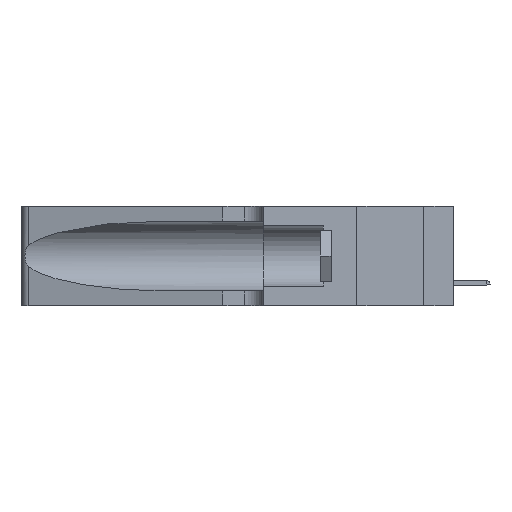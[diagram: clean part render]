
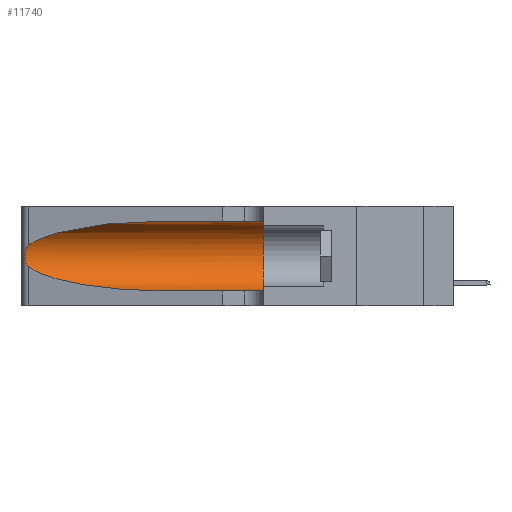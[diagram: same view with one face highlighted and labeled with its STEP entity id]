
A CAD part, left-side view. The second image highlights one B-rep face of the part: STEP entity #11740.
In plain terms, the highlighted cylindrical face has radius 3.308 mm (diameter 6.617 mm), a partial arc.
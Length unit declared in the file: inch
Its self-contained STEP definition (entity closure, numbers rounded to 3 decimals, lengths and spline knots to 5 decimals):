
#47 = EDGE_CURVE ( 'NONE', #25778, #20512, #596, .T. ) ;
#596 = B_SPLINE_CURVE_WITH_KNOTS ( 'NONE', 3,
 ( #19093, #6683, #17254, #2468, #23448, #25838, #6545, #12756, #13032, #6131, #12611, #14745, #12898, #15154 ),
 .UNSPECIFIED., .F., .F.,
 ( 4, 2, 2, 2, 2, 2, 4 ),
 ( 0., 0.00027, 0.00053, 0.00107, 0.0016, 0.00187, 0.00214 ),
 .UNSPECIFIED. ) ;
#1702 = CARTESIAN_POINT ( 'NONE',  ( 0.1305, 0.72297, 0.31525 ) ) ;
#1799 = CARTESIAN_POINT ( 'NONE',  ( 0.1305, 1.61858, 0.31525 ) ) ;
#2187 = VERTEX_POINT ( 'NONE', #9173 ) ;
#2227 = CARTESIAN_POINT ( 'NONE',  ( 0.25487, 1.22718, 0.14631 ) ) ;
#2468 = CARTESIAN_POINT ( 'NONE',  ( 0.25787, 1.23484, 0.2124 ) ) ;
#2644 = CARTESIAN_POINT ( 'NONE',  ( 0.25487, 1.22718, 0.22369 ) ) ;
#2761 = DIRECTION ( 'NONE',  ( 0., -1., 0. ) ) ;
#4123 = AXIS2_PLACEMENT_3D ( 'NONE', #19779, #2761, #20203 ) ;
#4238 = AXIS2_PLACEMENT_3D ( 'NONE', #5355, #26753, #22255 ) ;
#5355 = CARTESIAN_POINT ( 'NONE',  ( 0.1305, 0.35, 0.185 ) ) ;
#6131 = CARTESIAN_POINT ( 'NONE',  ( 0.25856, 1.23593, 0.16098 ) ) ;
#6545 = CARTESIAN_POINT ( 'NONE',  ( 0.26075, 1.23896, 0.19203 ) ) ;
#6683 = CARTESIAN_POINT ( 'NONE',  ( 0.25555, 1.22994, 0.2215 ) ) ;
#8269 = DIRECTION ( 'NONE',  ( 0., -1., 0. ) ) ;
#8330 = VERTEX_POINT ( 'NONE', #1702 ) ;
#8379 = VECTOR ( 'NONE', #13626, 39.37008 ) ;
#9173 = CARTESIAN_POINT ( 'NONE',  ( 0.1305, 0.72297, 0.05475 ) ) ;
#9265 = LINE ( 'NONE', #13049, #8379 ) ;
#9387 = FACE_OUTER_BOUND ( 'NONE', #26626, .T. ) ;
#10216 = VERTEX_POINT ( 'NONE', #22068 ) ;
#10562 = VERTEX_POINT ( 'NONE', #23098 ) ;
#11740 = ADVANCED_FACE ( 'NONE', ( #9387 ), #13169, .F. ) ;
#12172 = ORIENTED_EDGE ( 'NONE', *, *, #47, .T. ) ;
#12207 = ORIENTED_EDGE ( 'NONE', *, *, #18804, .T. ) ;
#12611 = CARTESIAN_POINT ( 'NONE',  ( 0.25789, 1.23486, 0.15765 ) ) ;
#12756 = CARTESIAN_POINT ( 'NONE',  ( 0.26075, 1.23896, 0.178 ) ) ;
#12898 = CARTESIAN_POINT ( 'NONE',  ( 0.25555, 1.22993, 0.14849 ) ) ;
#12980 = CARTESIAN_POINT ( 'NONE',  ( 0.2373, 1.15595, 0.28018 ) ) ;
#13032 = CARTESIAN_POINT ( 'NONE',  ( 0.26017, 1.23833, 0.17102 ) ) ;
#13049 = CARTESIAN_POINT ( 'NONE',  ( 0.1305, 1.61858, 0.05475 ) ) ;
#13169 = CYLINDRICAL_SURFACE ( 'NONE', #4123, 0.13025 ) ;
#13263 = CARTESIAN_POINT ( 'NONE',  ( 0.1305, 0.72297, 0.31525 ) ) ;
#13409 = CARTESIAN_POINT ( 'NONE',  ( 0.18966, 0.96281, 0.31525 ) ) ;
#13626 = DIRECTION ( 'NONE',  ( 0., -1., 0. ) ) ;
#14412 = CARTESIAN_POINT ( 'NONE',  ( 0.2373, 1.15595, 0.08982 ) ) ;
#14745 = CARTESIAN_POINT ( 'NONE',  ( 0.25639, 1.23186, 0.15144 ) ) ;
#15154 = CARTESIAN_POINT ( 'NONE',  ( 0.25487, 1.22718, 0.14631 ) ) ;
#15838 = EDGE_CURVE ( 'NONE', #2187, #10216, #9265, .T. ) ;
#16593 = EDGE_CURVE ( 'NONE', #8330, #25778, #24654, .T. ) ;
#17198 = CARTESIAN_POINT ( 'NONE',  ( 0.25487, 1.22718, 0.22369 ) ) ;
#17254 = CARTESIAN_POINT ( 'NONE',  ( 0.25639, 1.23184, 0.21858 ) ) ;
#18804 = EDGE_CURVE ( 'NONE', #20512, #2187, #27494, .T. ) ;
#18842 = LINE ( 'NONE', #1799, #22144 ) ;
#18856 = ORIENTED_EDGE ( 'NONE', *, *, #16593, .T. ) ;
#19093 = CARTESIAN_POINT ( 'NONE',  ( 0.25487, 1.22718, 0.22369 ) ) ;
#19779 = CARTESIAN_POINT ( 'NONE',  ( 0.1305, 1.61858, 0.185 ) ) ;
#20203 = DIRECTION ( 'NONE',  ( 0., 0., -1. ) ) ;
#20512 = VERTEX_POINT ( 'NONE', #22274 ) ;
#21238 = CARTESIAN_POINT ( 'NONE',  ( 0.1305, 0.72297, 0.05475 ) ) ;
#21313 = CIRCLE ( 'NONE', #4238, 0.13025 ) ;
#21411 = ORIENTED_EDGE ( 'NONE', *, *, #15838, .T. ) ;
#21861 = ORIENTED_EDGE ( 'NONE', *, *, #23128, .F. ) ;
#22068 = CARTESIAN_POINT ( 'NONE',  ( 0.1305, 0.35, 0.05475 ) ) ;
#22144 = VECTOR ( 'NONE', #8269, 39.37008 ) ;
#22255 = DIRECTION ( 'NONE',  ( 0., 0., 1. ) ) ;
#22274 = CARTESIAN_POINT ( 'NONE',  ( 0.25487, 1.22718, 0.14631 ) ) ;
#23098 = CARTESIAN_POINT ( 'NONE',  ( 0.1305, 0.35, 0.31525 ) ) ;
#23128 = EDGE_CURVE ( 'NONE', #8330, #10562, #18842, .T. ) ;
#23358 = ORIENTED_EDGE ( 'NONE', *, *, #25469, .F. ) ;
#23448 = CARTESIAN_POINT ( 'NONE',  ( 0.25854, 1.2359, 0.20912 ) ) ;
#24654 =( BOUNDED_CURVE ( )  B_SPLINE_CURVE ( 3, ( #13263, #13409, #12980, #17198 ),
 .UNSPECIFIED., .F., .T. ) 
 B_SPLINE_CURVE_WITH_KNOTS ( ( 4, 4 ),
 ( 1.5708, 2.84003 ),
 .UNSPECIFIED. ) 
 CURVE ( )  GEOMETRIC_REPRESENTATION_ITEM ( )  RATIONAL_B_SPLINE_CURVE ( ( 1., 0.87, 0.87, 1. ) ) 
 REPRESENTATION_ITEM ( '' )  );
#25469 = EDGE_CURVE ( 'NONE', #10562, #10216, #21313, .T. ) ;
#25747 = CARTESIAN_POINT ( 'NONE',  ( 0.18966, 0.96281, 0.05475 ) ) ;
#25778 = VERTEX_POINT ( 'NONE', #2644 ) ;
#25838 = CARTESIAN_POINT ( 'NONE',  ( 0.26018, 1.23835, 0.19895 ) ) ;
#26626 = EDGE_LOOP ( 'NONE', ( #18856, #12172, #12207, #21411, #23358, #21861 ) ) ;
#26753 = DIRECTION ( 'NONE',  ( 0., 1., 0. ) ) ;
#27494 =( BOUNDED_CURVE ( )  B_SPLINE_CURVE ( 3, ( #2227, #14412, #25747, #21238 ),
 .UNSPECIFIED., .F., .T. ) 
 B_SPLINE_CURVE_WITH_KNOTS ( ( 4, 4 ),
 ( 3.44316, 4.71239 ),
 .UNSPECIFIED. ) 
 CURVE ( )  GEOMETRIC_REPRESENTATION_ITEM ( )  RATIONAL_B_SPLINE_CURVE ( ( 1., 0.87, 0.87, 1. ) ) 
 REPRESENTATION_ITEM ( '' )  );
